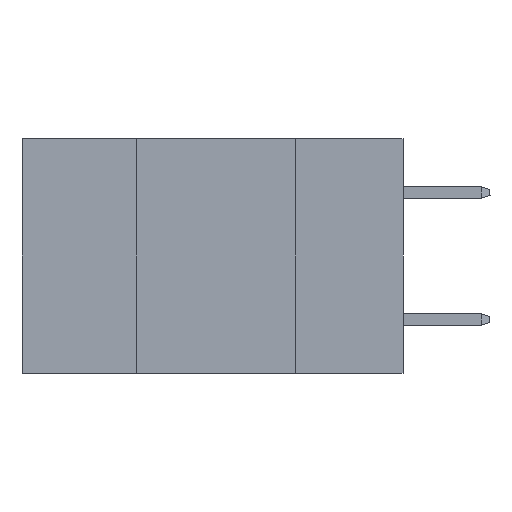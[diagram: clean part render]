
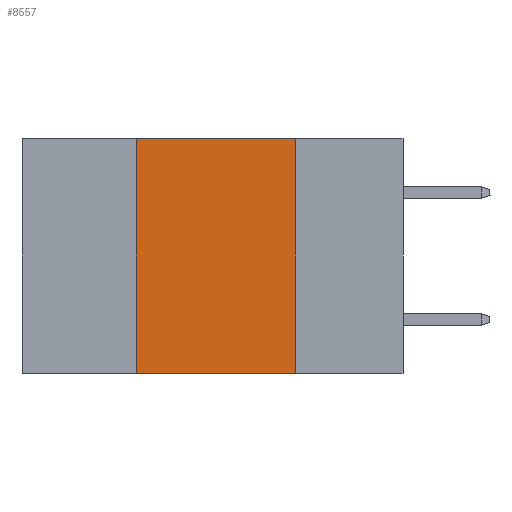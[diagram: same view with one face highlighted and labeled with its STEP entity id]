
A CAD part, left-side view. The second image highlights one B-rep face of the part: STEP entity #8557.
In plain terms, the highlighted planar face has unit normal (-1, 0, 0).
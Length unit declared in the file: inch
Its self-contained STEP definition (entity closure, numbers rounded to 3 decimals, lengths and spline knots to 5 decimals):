
#489 = CARTESIAN_POINT ( 'NONE',  ( 0., 0.6, -0.37 ) ) ;
#882 = LINE ( 'NONE', #14268, #6171 ) ;
#3065 = EDGE_LOOP ( 'NONE', ( #11640, #18387, #3823, #33807 ) ) ;
#3588 = CARTESIAN_POINT ( 'NONE',  ( 0., 0.6, 0. ) ) ;
#3823 = ORIENTED_EDGE ( 'NONE', *, *, #34007, .F. ) ;
#5215 = VECTOR ( 'NONE', #16691, 39.37008 ) ;
#6171 = VECTOR ( 'NONE', #14596, 39.37008 ) ;
#6970 = LINE ( 'NONE', #27651, #10200 ) ;
#8486 = PLANE ( 'NONE',  #9944 ) ;
#8557 = ADVANCED_FACE ( 'NONE', ( #32424 ), #8486, .F. ) ;
#9010 = DIRECTION ( 'NONE',  ( 0., -1., 0. ) ) ;
#9944 = AXIS2_PLACEMENT_3D ( 'NONE', #3588, #14204, #24912 ) ;
#10200 = VECTOR ( 'NONE', #12199, 39.37008 ) ;
#11640 = ORIENTED_EDGE ( 'NONE', *, *, #14080, .F. ) ;
#12153 = VERTEX_POINT ( 'NONE', #34274 ) ;
#12199 = DIRECTION ( 'NONE',  ( 0., 0., -1. ) ) ;
#14080 = EDGE_CURVE ( 'NONE', #27721, #12153, #6970, .T. ) ;
#14204 = DIRECTION ( 'NONE',  ( 1., 0., 0. ) ) ;
#14268 = CARTESIAN_POINT ( 'NONE',  ( 0., 0.6, 0. ) ) ;
#14553 = LINE ( 'NONE', #33131, #5215 ) ;
#14596 = DIRECTION ( 'NONE',  ( 0., -1., 0. ) ) ;
#15754 = EDGE_CURVE ( 'NONE', #19878, #12153, #22313, .T. ) ;
#16691 = DIRECTION ( 'NONE',  ( 0., 0., 1. ) ) ;
#18387 = ORIENTED_EDGE ( 'NONE', *, *, #24722, .F. ) ;
#19878 = VERTEX_POINT ( 'NONE', #24969 ) ;
#22030 = VECTOR ( 'NONE', #9010, 39.37008 ) ;
#22313 = LINE ( 'NONE', #489, #22030 ) ;
#24539 = CARTESIAN_POINT ( 'NONE',  ( 0., 0.42, 0. ) ) ;
#24722 = EDGE_CURVE ( 'NONE', #25016, #27721, #882, .T. ) ;
#24912 = DIRECTION ( 'NONE',  ( 0., 0., -1. ) ) ;
#24969 = CARTESIAN_POINT ( 'NONE',  ( 0., 0.42, -0.37 ) ) ;
#25016 = VERTEX_POINT ( 'NONE', #24539 ) ;
#27651 = CARTESIAN_POINT ( 'NONE',  ( 0., 0.17, 0. ) ) ;
#27721 = VERTEX_POINT ( 'NONE', #28942 ) ;
#28942 = CARTESIAN_POINT ( 'NONE',  ( 0., 0.17, 0. ) ) ;
#32424 = FACE_OUTER_BOUND ( 'NONE', #3065, .T. ) ;
#33131 = CARTESIAN_POINT ( 'NONE',  ( 0., 0.42, 0. ) ) ;
#33807 = ORIENTED_EDGE ( 'NONE', *, *, #15754, .T. ) ;
#34007 = EDGE_CURVE ( 'NONE', #19878, #25016, #14553, .T. ) ;
#34274 = CARTESIAN_POINT ( 'NONE',  ( 0., 0.17, -0.37 ) ) ;
